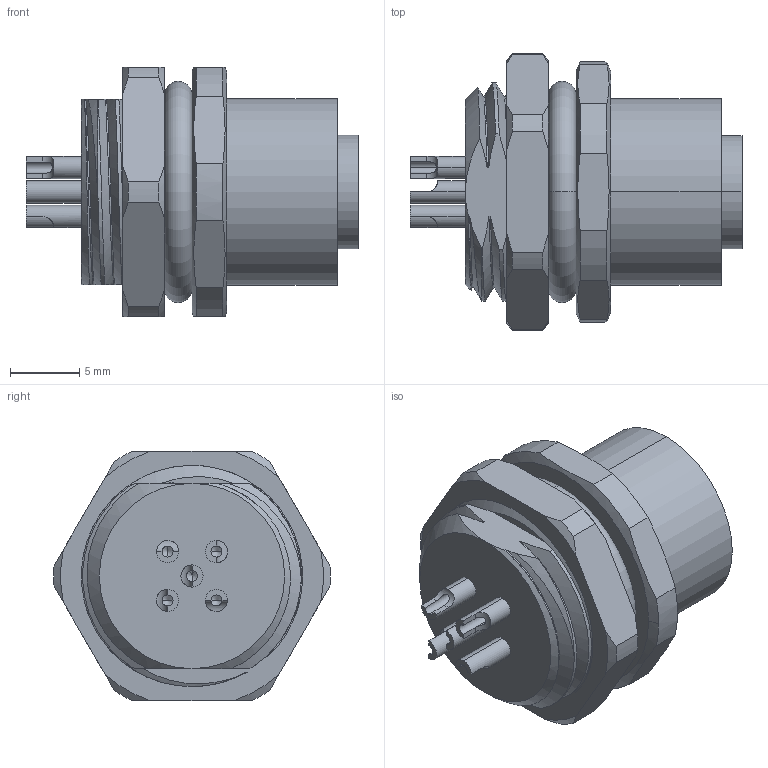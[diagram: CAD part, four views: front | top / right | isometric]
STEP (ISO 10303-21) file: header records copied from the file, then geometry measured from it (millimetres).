
FILE_DESCRIPTION (( 'STEP AP203' ), '1' );
FILE_NAME ('P190.STEP', '2020-05-18T00:01:28', ( 'edpusr' ), ( 'Microsoft' ), 'SwSTEP 2.0', 'SolidWorks 2015', '' );
FILE_SCHEMA (( 'CONFIG_CONTROL_DESIGN' ));
Length unit declared in the file: millimetre
Products named in the file (1): P190
Bounding box: 24 x 19.99 x 18 mm (x, y, z)
Volume: 3226 mm3; surface area: 2979.9 mm2
Topology: 1 solids, 1 shells, 181 faces, 476 edges, 306 vertices
Faces by surface type: cylinder 78, plane 52, cone 29, bspline 17, torus 5
Entity records: 9316 total; most frequent: CARTESIAN_POINT 5040, ORIENTED_EDGE 932, DIRECTION 821, EDGE_CURVE 466, AXIS2_PLACEMENT_3D 322, VERTEX_POINT 306, EDGE_LOOP 202, ADVANCED_FACE 181
